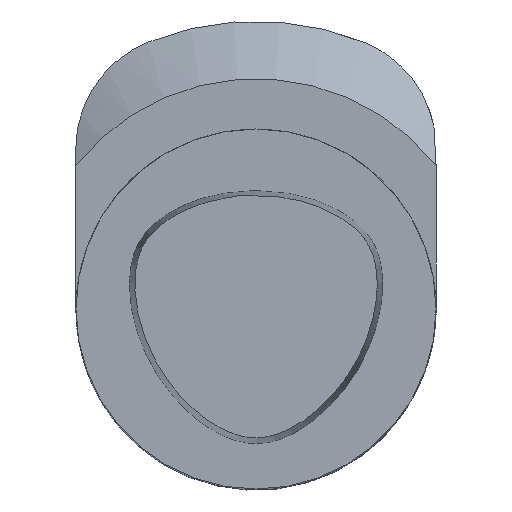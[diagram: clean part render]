
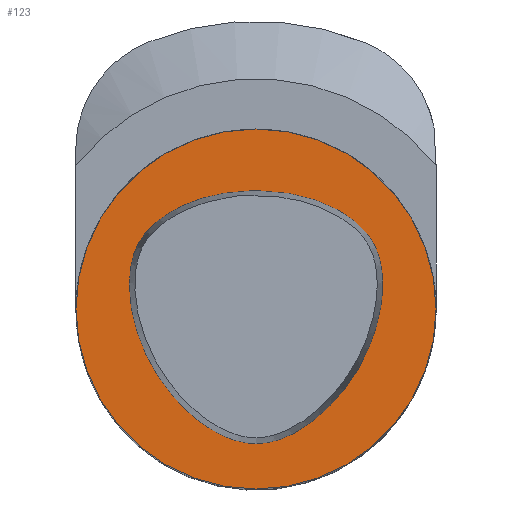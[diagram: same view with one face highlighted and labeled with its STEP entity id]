
A CAD part, top view. The second image highlights one B-rep face of the part: STEP entity #123.
In plain terms, the highlighted planar face has unit normal (0, 0, 1).
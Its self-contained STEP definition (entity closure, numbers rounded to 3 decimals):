
#90=EDGE_CURVE('240[2]',#256,#256,#257,.T.);
#123=ADVANCED_FACE('240[2]',(#308,#309),#310,.T.);
#160=EDGE_CURVE('240[2]',#359,#359,#360,.T.);
#256=VERTEX_POINT('',#465);
#257=CIRCLE('',#466,24.99);
#308=FACE_OUTER_BOUND('',#574,.T.);
#309=FACE_BOUND('',#575,.T.);
#310=PLANE('',#576);
#359=VERTEX_POINT('',#1039);
#360=B_SPLINE_CURVE_WITH_KNOTS('',3,(#1040,#1041,#1042,#1043,#1044,#1045,#1046,#1047,#1048,#1049,#1050,#1051,#1052,#1053,#1054,#1055,#1056,#1057,#1058,#1059,#1060,#1061,#1062,#1063,#1064,#1065,#1066,#1067,#1068,#1069,#1070,#1071,#1072,#1073,#1074,#1075,#1076,#1077,#1078,#1079,#1080,#1081,#1082,#1083,#1084,#1085,#1086,#1087,#1088,#1089,#1090,#1091,#1092,#1093,#1094,#1095,#1096,#1097,#1098,#1099,#1100,#1101,#1102,#1103,#1104,#1105,#1106,#1107,#1108,#1109,#1110,#1111,#1112,#1113,#1114,#1115,#1116,#1117,#1118,#1119,#1120,#1121,#1122,#1123,#1124,#1125,#1126,#1127,#1128,#1129,#1130,#1131,#1132,#1133,#1134,#1135),.UNSPECIFIED.,.T.,.F.,(4,2,2,2,2,2,2,2,2,2,2,2,2,2,2,2,2,2,2,2,2,2,2,2,2,2,2,2,2,2,2,2,2,2,2,2,2,2,2,2,2,2,2,2,2,2,2,4),(0.0,0.,0.023,0.046,0.069,0.091,0.112,0.133,0.153,0.173,0.194,0.214,0.236,0.257,0.28,0.302,0.326,0.349,0.372,0.395,0.417,0.438,0.459,0.48,0.5,0.52,0.541,0.562,0.583,0.605,0.628,0.651,0.674,0.698,0.72,0.743,0.764,0.786,0.806,0.827,0.847,0.867,0.888,0.909,0.931,0.954,0.977,1.0),.UNSPECIFIED.);
#465=CARTESIAN_POINT('',(0.,24.99,0.));
#466=AXIS2_PLACEMENT_3D('',#1359,#1360,#1361);
#574=EDGE_LOOP('',(#1391));
#575=EDGE_LOOP('',(#1392));
#576=AXIS2_PLACEMENT_3D('',#1393,#1394,#1395);
#1039=CARTESIAN_POINT('',(-0.001,-18.694,0.0));
#1040=CARTESIAN_POINT('',(-0.001,-18.694,0.0));
#1041=CARTESIAN_POINT('',(-0.011,-18.694,0.0));
#1042=CARTESIAN_POINT('',(-0.02,-18.694,0.0));
#1043=CARTESIAN_POINT('',(-0.871,-18.695,0.0));
#1044=CARTESIAN_POINT('',(-1.713,-18.556,0.0));
#1045=CARTESIAN_POINT('',(-3.347,-18.108,0.0));
#1046=CARTESIAN_POINT('',(-4.138,-17.797,0.0));
#1047=CARTESIAN_POINT('',(-5.644,-17.061,0.0));
#1048=CARTESIAN_POINT('',(-6.361,-16.639,0.0));
#1049=CARTESIAN_POINT('',(-7.712,-15.718,0.0));
#1050=CARTESIAN_POINT('',(-8.348,-15.221,0.0));
#1051=CARTESIAN_POINT('',(-9.549,-14.18,0.0));
#1052=CARTESIAN_POINT('',(-10.114,-13.638,0.0));
#1053=CARTESIAN_POINT('',(-11.179,-12.514,0.0));
#1054=CARTESIAN_POINT('',(-11.678,-11.934,0.0));
#1055=CARTESIAN_POINT('',(-12.616,-10.742,0.0));
#1056=CARTESIAN_POINT('',(-13.055,-10.13,0.0));
#1057=CARTESIAN_POINT('',(-13.877,-8.876,0.0));
#1058=CARTESIAN_POINT('',(-14.26,-8.233,0.0));
#1059=CARTESIAN_POINT('',(-14.972,-6.916,0.0));
#1060=CARTESIAN_POINT('',(-15.3,-6.242,0.0));
#1061=CARTESIAN_POINT('',(-15.902,-4.857,0.0));
#1062=CARTESIAN_POINT('',(-16.174,-4.147,0.0));
#1063=CARTESIAN_POINT('',(-16.658,-2.689,0.0));
#1064=CARTESIAN_POINT('',(-16.869,-1.941,0.0));
#1065=CARTESIAN_POINT('',(-17.218,-0.406,0.0));
#1066=CARTESIAN_POINT('',(-17.354,0.381,0.0));
#1067=CARTESIAN_POINT('',(-17.542,1.99,0.0));
#1068=CARTESIAN_POINT('',(-17.59,2.813,0.0));
#1069=CARTESIAN_POINT('',(-17.564,4.476,0.0));
#1070=CARTESIAN_POINT('',(-17.486,5.317,0.0));
#1071=CARTESIAN_POINT('',(-17.171,6.985,0.0));
#1072=CARTESIAN_POINT('',(-16.933,7.811,0.0));
#1073=CARTESIAN_POINT('',(-16.223,9.36,0.0));
#1074=CARTESIAN_POINT('',(-15.753,10.083,0.0));
#1075=CARTESIAN_POINT('',(-14.646,11.379,0.0));
#1076=CARTESIAN_POINT('',(-14.011,11.953,0.0));
#1077=CARTESIAN_POINT('',(-12.665,12.971,0.0));
#1078=CARTESIAN_POINT('',(-11.955,13.418,0.0));
#1079=CARTESIAN_POINT('',(-10.5,14.197,0.0));
#1080=CARTESIAN_POINT('',(-9.758,14.532,0.0));
#1081=CARTESIAN_POINT('',(-8.263,15.113,0.0));
#1082=CARTESIAN_POINT('',(-7.511,15.361,0.0));
#1083=CARTESIAN_POINT('',(-6.005,15.774,0.0));
#1084=CARTESIAN_POINT('',(-5.251,15.94,0.0));
#1085=CARTESIAN_POINT('',(-3.745,16.178,0.0));
#1086=CARTESIAN_POINT('',(-2.993,16.252,0.0));
#1087=CARTESIAN_POINT('',(-1.489,16.39,0.0));
#1088=CARTESIAN_POINT('',(-0.738,16.454,0.0));
#1089=CARTESIAN_POINT('',(0.759,16.454,0.0));
#1090=CARTESIAN_POINT('',(1.505,16.392,0.0));
#1091=CARTESIAN_POINT('',(3.002,16.253,0.0));
#1092=CARTESIAN_POINT('',(3.753,16.176,0.0));
#1093=CARTESIAN_POINT('',(5.259,15.935,0.0));
#1094=CARTESIAN_POINT('',(6.013,15.769,0.0));
#1095=CARTESIAN_POINT('',(7.522,15.364,0.0));
#1096=CARTESIAN_POINT('',(8.275,15.122,0.0));
#1097=CARTESIAN_POINT('',(9.771,14.545,0.0));
#1098=CARTESIAN_POINT('',(10.514,14.208,0.0));
#1099=CARTESIAN_POINT('',(11.964,13.421,0.0));
#1100=CARTESIAN_POINT('',(12.67,12.968,0.0));
#1101=CARTESIAN_POINT('',(14.011,11.942,0.0));
#1102=CARTESIAN_POINT('',(14.644,11.366,0.0));
#1103=CARTESIAN_POINT('',(15.747,10.068,0.0));
#1104=CARTESIAN_POINT('',(16.217,9.345,0.0));
#1105=CARTESIAN_POINT('',(16.93,7.799,0.0));
#1106=CARTESIAN_POINT('',(17.173,6.976,0.0));
#1107=CARTESIAN_POINT('',(17.495,5.311,0.0));
#1108=CARTESIAN_POINT('',(17.574,4.469,0.0));
#1109=CARTESIAN_POINT('',(17.598,2.805,0.0));
#1110=CARTESIAN_POINT('',(17.546,1.982,0.0));
#1111=CARTESIAN_POINT('',(17.353,0.374,0.0));
#1112=CARTESIAN_POINT('',(17.214,-0.413,0.0));
#1113=CARTESIAN_POINT('',(16.864,-1.947,0.0));
#1114=CARTESIAN_POINT('',(16.655,-2.696,0.0));
#1115=CARTESIAN_POINT('',(16.172,-4.154,0.0));
#1116=CARTESIAN_POINT('',(15.9,-4.864,0.0));
#1117=CARTESIAN_POINT('',(15.298,-6.248,0.0));
#1118=CARTESIAN_POINT('',(14.969,-6.923,0.0));
#1119=CARTESIAN_POINT('',(14.256,-8.24,0.0));
#1120=CARTESIAN_POINT('',(13.873,-8.882,0.0));
#1121=CARTESIAN_POINT('',(13.052,-10.136,0.0));
#1122=CARTESIAN_POINT('',(12.612,-10.748,0.0));
#1123=CARTESIAN_POINT('',(11.674,-11.94,0.0));
#1124=CARTESIAN_POINT('',(11.173,-12.519,0.0));
#1125=CARTESIAN_POINT('',(10.107,-13.641,0.0));
#1126=CARTESIAN_POINT('',(9.541,-14.183,0.0));
#1127=CARTESIAN_POINT('',(8.337,-15.22,0.0));
#1128=CARTESIAN_POINT('',(7.7,-15.714,0.0));
#1129=CARTESIAN_POINT('',(6.351,-16.64,0.0));
#1130=CARTESIAN_POINT('',(5.639,-17.071,0.0));
#1131=CARTESIAN_POINT('',(4.137,-17.815,0.0));
#1132=CARTESIAN_POINT('',(3.346,-18.127,0.0));
#1133=CARTESIAN_POINT('',(1.703,-18.565,0.0));
#1134=CARTESIAN_POINT('',(0.849,-18.69,0.0));
#1135=CARTESIAN_POINT('',(-0.001,-18.694,0.0));
#1359=CARTESIAN_POINT('',(0.0,0.0,0.0));
#1360=DIRECTION('',(0.,0.,-1.0));
#1361=DIRECTION('',(0.,1.0,0.));
#1391=ORIENTED_EDGE('',*,*,#90,.F.);
#1392=ORIENTED_EDGE('',*,*,#160,.T.);
#1393=CARTESIAN_POINT('',(0.,12.495,0.));
#1394=DIRECTION('',(0.,0.,1.0));
#1395=DIRECTION('',(1.0,0.,0.0));
